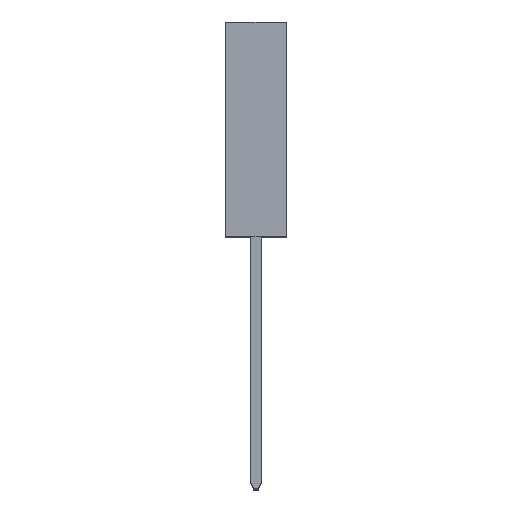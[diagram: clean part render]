
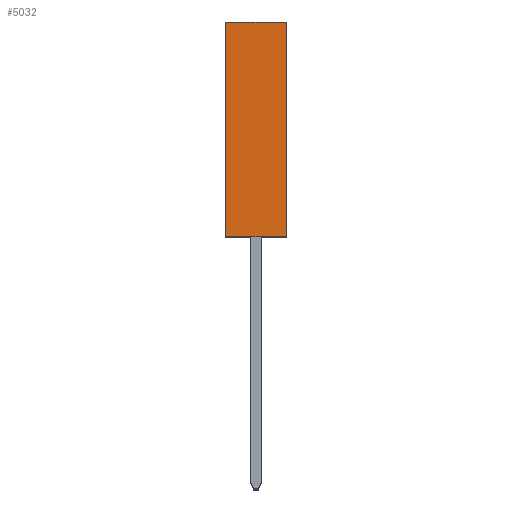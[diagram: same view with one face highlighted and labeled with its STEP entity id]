
A CAD part, top view. The second image highlights one B-rep face of the part: STEP entity #5032.
In plain terms, the highlighted planar face has unit normal (0, 0, 1).
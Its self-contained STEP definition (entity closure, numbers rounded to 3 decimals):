
#146=FACE_OUTER_BOUND('',#432,.T.);
#432=EDGE_LOOP('',(#3695,#3696,#3697,#3698));
#950=LINE('',#7468,#1662);
#989=LINE('',#7556,#1701);
#1021=LINE('',#7611,#1733);
#1022=LINE('',#7612,#1734);
#1662=VECTOR('',#6040,1.);
#1701=VECTOR('',#6099,1.);
#1733=VECTOR('',#6133,1.);
#1734=VECTOR('',#6134,1.);
#2292=VERTEX_POINT('',#7462);
#2294=VERTEX_POINT('',#7466);
#2333=VERTEX_POINT('',#7555);
#2355=VERTEX_POINT('',#7610);
#2822=EDGE_CURVE('',#2292,#2294,#950,.T.);
#2861=EDGE_CURVE('',#2333,#2292,#989,.T.);
#2893=EDGE_CURVE('',#2355,#2294,#1021,.T.);
#2894=EDGE_CURVE('',#2333,#2355,#1022,.T.);
#3695=ORIENTED_EDGE('',*,*,#2822,.T.);
#3696=ORIENTED_EDGE('',*,*,#2893,.F.);
#3697=ORIENTED_EDGE('',*,*,#2894,.F.);
#3698=ORIENTED_EDGE('',*,*,#2861,.T.);
#4746=PLANE('',#5338);
#5032=ADVANCED_FACE('',(#146),#4746,.F.);
#5338=AXIS2_PLACEMENT_3D('',#7609,#6131,#6132);
#6040=DIRECTION('',(1.,0.,0.));
#6099=DIRECTION('',(0.,-1.,0.));
#6131=DIRECTION('center_axis',(0.,0.,-1.));
#6132=DIRECTION('ref_axis',(-1.,0.,0.));
#6133=DIRECTION('',(0.,-1.,0.));
#6134=DIRECTION('',(1.,0.,0.));
#7462=CARTESIAN_POINT('',(-1.207,0.,12.954));
#7466=CARTESIAN_POINT('',(1.207,0.,12.954));
#7468=CARTESIAN_POINT('',(-1.207,0.,12.954));
#7555=CARTESIAN_POINT('',(-1.207,8.509,12.954));
#7556=CARTESIAN_POINT('',(-1.207,8.509,12.954));
#7609=CARTESIAN_POINT('Origin',(-1.207,8.509,12.954));
#7610=CARTESIAN_POINT('',(1.207,8.509,12.954));
#7611=CARTESIAN_POINT('',(1.207,8.509,12.954));
#7612=CARTESIAN_POINT('',(-1.207,8.509,12.954));
